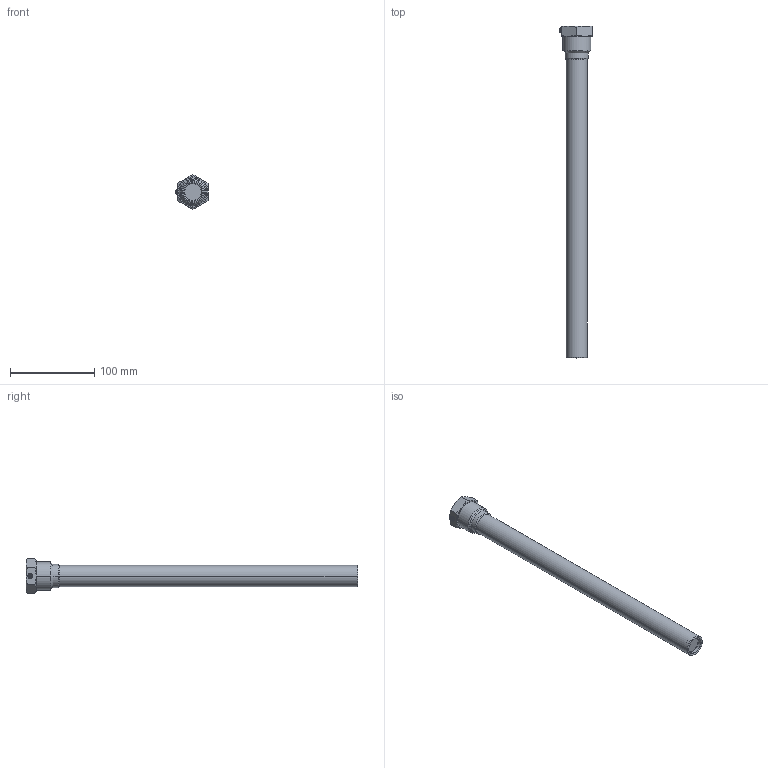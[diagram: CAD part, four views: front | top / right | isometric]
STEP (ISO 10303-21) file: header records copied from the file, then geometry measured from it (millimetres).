
FILE_DESCRIPTION((''),'2;1');
FILE_NAME('003G1412_84608230_ASM_ASM','2015-04-08T',('u317927'),('Danfoss'),'PRO/ENGINEER BY PARAMETRIC TECHNOLOGY CORPORATION, 2014000','PRO/ENGINEER BY PARAMETRIC TECHNOLOGY CORPORATION, 2014000','');
FILE_SCHEMA(('CONFIG_CONTROL_DESIGN'));
Length unit declared in the file: millimetre
Products named in the file (8): 84608210_1; 84608200_1; 84608220_1; ZVAR_1_003G1412_84608230_1; ZVAR_2_003G1412_84608230_1; 51892140_1; 003G1412_84608230_ASM_1_ASM; 003G1412_84608230_ASM_ASM
Assembly tree (7 placements, depth 3):
  003G1412_84608230_ASM_ASM
    003G1412_84608230_ASM_1_ASM
      84608210_1
      84608200_1
      84608220_1
      ZVAR_1_003G1412_84608230_1
      ZVAR_2_003G1412_84608230_1
      51892140_1
Bounding box: 38 x 394.05 x 41.57 mm (x, y, z)
Volume: 45065.1 mm3; surface area: 69193.2 mm2
Topology: 6 solids, 9 shells, 81 faces, 183 edges, 114 vertices
Faces by surface type: cylinder 30, plane 23, cone 20, torus 8
Entity records: 2702 total; most frequent: CARTESIAN_POINT 641, DIRECTION 459, ORIENTED_EDGE 350, AXIS2_PLACEMENT_3D 204, EDGE_CURVE 183, VERTEX_POINT 114, CIRCLE 98, EDGE_LOOP 91
